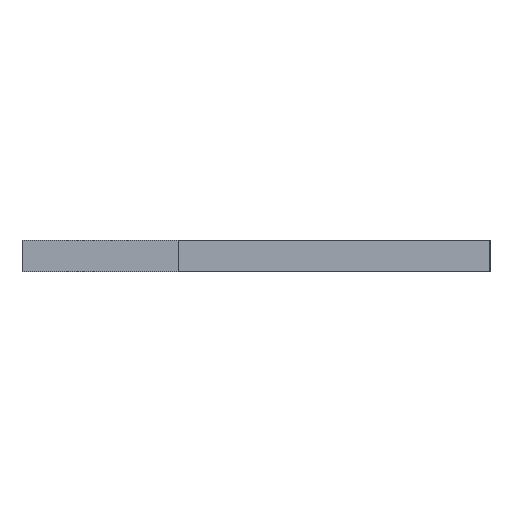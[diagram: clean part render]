
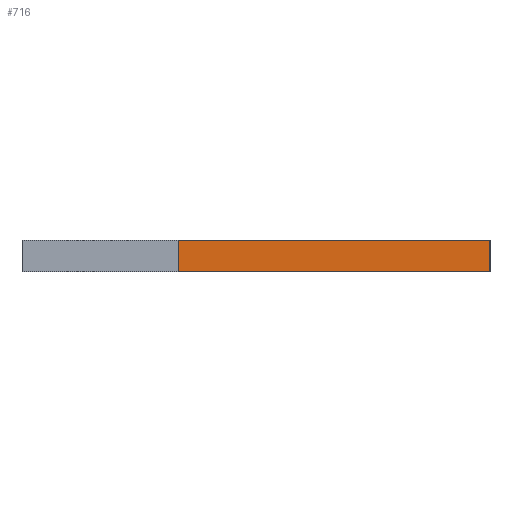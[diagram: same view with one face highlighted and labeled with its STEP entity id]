
A CAD part, left-side view. The second image highlights one B-rep face of the part: STEP entity #716.
In plain terms, the highlighted planar face has unit normal (-1, 0, 0).
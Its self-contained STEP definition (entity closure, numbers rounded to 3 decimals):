
#5 = FACE_OUTER_BOUND ( 'NONE', #319, .T. ) ;
#73 = VECTOR ( 'NONE', #518, 1000. ) ;
#75 = LINE ( 'NONE', #529, #73 ) ;
#83 = VECTOR ( 'NONE', #536, 1000. ) ;
#86 = LINE ( 'NONE', #537, #83 ) ;
#184 = VECTOR ( 'NONE', #815, 1000. ) ;
#186 = VECTOR ( 'NONE', #816, 1000. ) ;
#189 = LINE ( 'NONE', #817, #186 ) ;
#212 = LINE ( 'NONE', #824, #184 ) ;
#275 = ORIENTED_EDGE ( 'NONE', *, *, #1027, .T. ) ;
#276 = ORIENTED_EDGE ( 'NONE', *, *, #654, .F. ) ;
#283 = ORIENTED_EDGE ( 'NONE', *, *, #655, .T. ) ;
#319 = EDGE_LOOP ( 'NONE', ( #275, #276, #460, #283 ) ) ;
#335 = VERTEX_POINT ( 'NONE', #903 ) ;
#343 = VERTEX_POINT ( 'NONE', #890 ) ;
#344 = VERTEX_POINT ( 'NONE', #889 ) ;
#348 = VERTEX_POINT ( 'NONE', #885 ) ;
#460 = ORIENTED_EDGE ( 'NONE', *, *, #1020, .F. ) ;
#518 = DIRECTION ( 'NONE',  ( 0., -1., 0. ) ) ;
#529 = CARTESIAN_POINT ( 'NONE',  ( 20., 0., 0. ) ) ;
#536 = DIRECTION ( 'NONE',  ( 0., -1., 0. ) ) ;
#537 = CARTESIAN_POINT ( 'NONE',  ( 20., 0., 2. ) ) ;
#630 = AXIS2_PLACEMENT_3D ( 'NONE', #753, #731, #727 ) ;
#654 = EDGE_CURVE ( 'NONE', #348, #335, #189, .T. ) ;
#655 = EDGE_CURVE ( 'NONE', #344, #343, #212, .T. ) ;
#716 = ADVANCED_FACE ( 'NONE', ( #5 ), #737, .F. ) ;
#727 = DIRECTION ( 'NONE',  ( 0., 0., -1. ) ) ;
#731 = DIRECTION ( 'NONE',  ( 1., 0., 0. ) ) ;
#737 = PLANE ( 'NONE',  #630 ) ;
#753 = CARTESIAN_POINT ( 'NONE',  ( 20., 0., 2. ) ) ;
#815 = DIRECTION ( 'NONE',  ( 0., 0., -1. ) ) ;
#816 = DIRECTION ( 'NONE',  ( 0., 0., -1. ) ) ;
#817 = CARTESIAN_POINT ( 'NONE',  ( 20., 0., 2. ) ) ;
#824 = CARTESIAN_POINT ( 'NONE',  ( 20., 20., 2. ) ) ;
#885 = CARTESIAN_POINT ( 'NONE',  ( 20., 0., 2. ) ) ;
#889 = CARTESIAN_POINT ( 'NONE',  ( 20., 20., 2. ) ) ;
#890 = CARTESIAN_POINT ( 'NONE',  ( 20., 20., 0. ) ) ;
#903 = CARTESIAN_POINT ( 'NONE',  ( 20., 0., 0. ) ) ;
#1020 = EDGE_CURVE ( 'NONE', #344, #348, #86, .T. ) ;
#1027 = EDGE_CURVE ( 'NONE', #343, #335, #75, .T. ) ;
